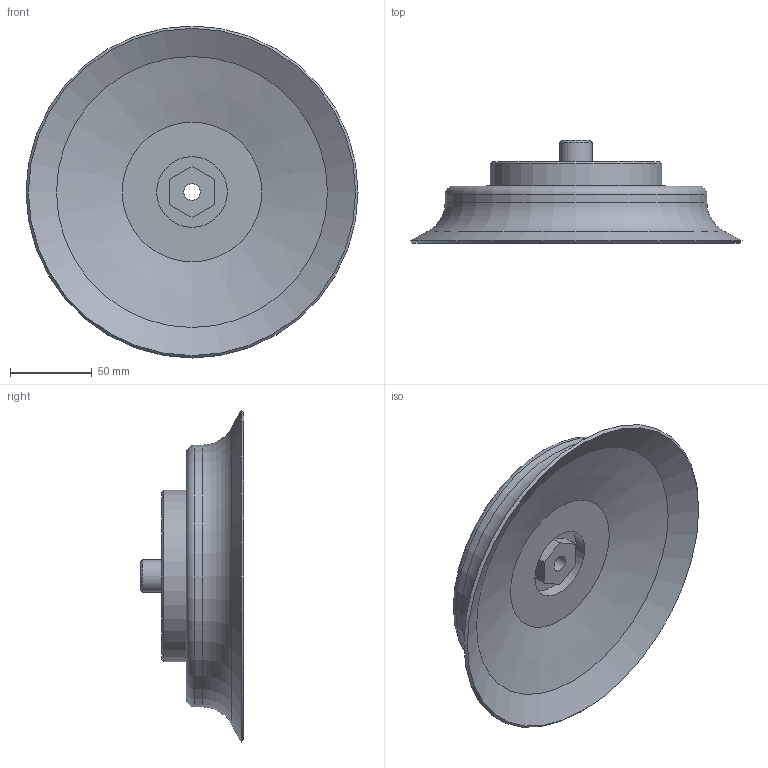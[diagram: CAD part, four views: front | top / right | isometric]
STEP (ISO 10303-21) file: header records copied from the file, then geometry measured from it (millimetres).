
FILE_DESCRIPTION(/* description */ ('STEP AP214'),/* implementation_level */ '2;1');
FILE_NAME(/* name */ '189331_ESS-200-SU',/* time_stamp */ '2024-08-28T08:46:52+02:00',/* author */ ('License CC BY-ND 4.0'),/* organization */ ('CADENAS'),/* preprocessor_version */ 'ST-DEVELOPER v19.3',/* originating_system */ 'PARTsolutions',/* authorisation */ ' ');
FILE_SCHEMA (('AUTOMOTIVE_DESIGN {1 0 10303 214 3 1 1}'));
Length unit declared in the file: millimetre
Products named in the file (1): 189331 ESS-200-SU
Bounding box: 202.95 x 63 x 202.95 mm (x, y, z)
Volume: 541557.4 mm3; surface area: 85897.9 mm2
Topology: 1 solids, 1 shells, 25 faces, 49 edges, 30 vertices
Faces by surface type: plane 12, cone 6, cylinder 5, torus 2
Full cylindrical faces by diameter (mm): 10 x1, 20 x1, 43.2 x1, 105 x1, 160 x1
Entity records: 775 total; most frequent: DIRECTION 106, CARTESIAN_POINT 92, ORIENTED_EDGE 72, EDGE_LOOP 44, FACE_BOUND 44, AXIS2_PLACEMENT_3D 44, EDGE_CURVE 36, VERTEX_POINT 30
